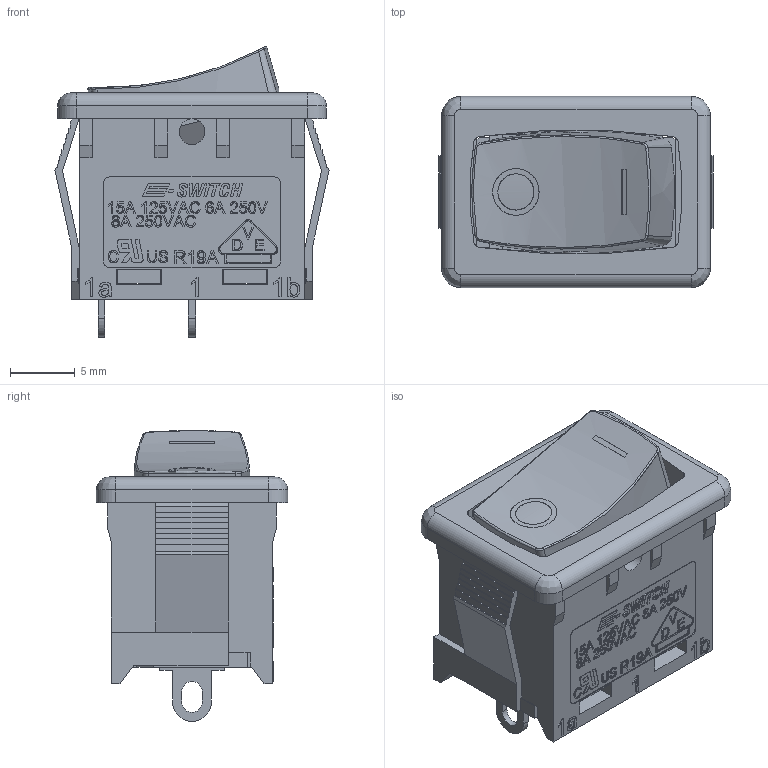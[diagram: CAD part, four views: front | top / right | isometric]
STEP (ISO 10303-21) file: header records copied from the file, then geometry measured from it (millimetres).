
FILE_DESCRIPTION((''),'2;1');
FILE_NAME('R1966AxxxxxxGS.stp','2017-07-19T11:18:30',('mroman'),(''),'Autodesk Inventor 2012','Autodesk Inventor 2012','');
FILE_SCHEMA(('CONFIG_CONTROL_DESIGN'));
Length unit declared in the file: inch
Products named in the file (1): R1966AxxxxxxGS
Bounding box: 21.2 x 14.8 x 22.51 mm (x, y, z)
Volume: 2335.4 mm3; surface area: 3381 mm2
Topology: 40 solids, 40 shells, 998 faces, 2721 edges, 1797 vertices
Faces by surface type: plane 642, bspline 297, cylinder 51, cone 8
Full cylindrical faces by diameter (mm): 2 x4
Entity records: 37297 total; most frequent: CARTESIAN_POINT 12723, ORIENTED_EDGE 5434, DIRECTION 3652, EDGE_CURVE 2717, VECTOR 1980, LINE 1980, VERTEX_POINT 1795, EDGE_LOOP 1068
